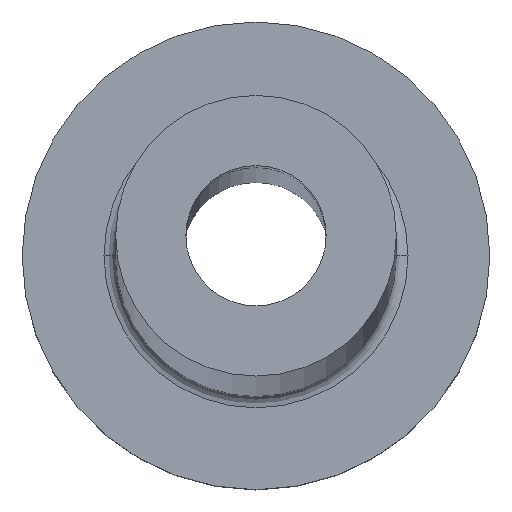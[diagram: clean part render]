
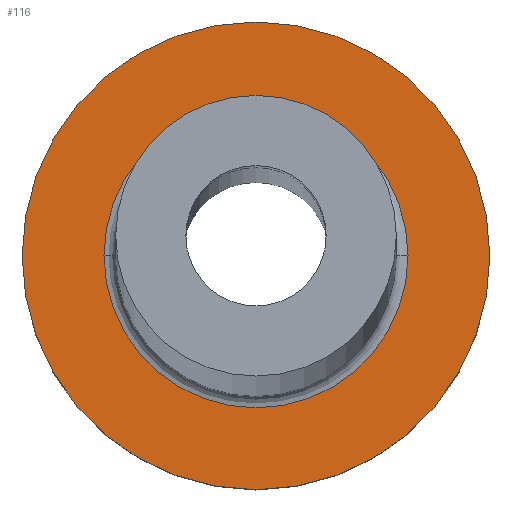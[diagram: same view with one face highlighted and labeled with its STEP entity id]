
A CAD part, top view. The second image highlights one B-rep face of the part: STEP entity #116.
In plain terms, the highlighted planar face has unit normal (0, 0, 1).
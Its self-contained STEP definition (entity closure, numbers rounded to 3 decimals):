
#15 = AXIS2_PLACEMENT_3D ( 'NONE', #100, #270, #66 ) ;
#23 = CARTESIAN_POINT ( 'NONE',  ( -6.5, 0., 7. ) ) ;
#28 = DIRECTION ( 'NONE',  ( 0., 0., 1. ) ) ;
#47 = CIRCLE ( 'NONE', #286, 6.5 ) ;
#49 = FACE_BOUND ( 'NONE', #200, .T. ) ;
#65 = AXIS2_PLACEMENT_3D ( 'NONE', #190, #266, #88 ) ;
#66 = DIRECTION ( 'NONE',  ( 1., 0., 0. ) ) ;
#78 = VERTEX_POINT ( 'NONE', #368 ) ;
#88 = DIRECTION ( 'NONE',  ( 1., 0., 0. ) ) ;
#100 = CARTESIAN_POINT ( 'NONE',  ( 0., 0., 7. ) ) ;
#108 = ORIENTED_EDGE ( 'NONE', *, *, #243, .T. ) ;
#116 = ADVANCED_FACE ( 'NONE', ( #49, #165 ), #339, .T. ) ;
#145 = DIRECTION ( 'NONE',  ( 1., 0., 0. ) ) ;
#165 = FACE_OUTER_BOUND ( 'NONE', #353, .T. ) ;
#166 = VERTEX_POINT ( 'NONE', #364 ) ;
#182 = DIRECTION ( 'NONE',  ( 1., 0., 0. ) ) ;
#190 = CARTESIAN_POINT ( 'NONE',  ( 0., 0., 7. ) ) ;
#200 = EDGE_LOOP ( 'NONE', ( #426, #212 ) ) ;
#208 = VERTEX_POINT ( 'NONE', #23 ) ;
#212 = ORIENTED_EDGE ( 'NONE', *, *, #372, .T. ) ;
#216 = ORIENTED_EDGE ( 'NONE', *, *, #306, .T. ) ;
#227 = CIRCLE ( 'NONE', #295, 6.5 ) ;
#243 = EDGE_CURVE ( 'NONE', #326, #78, #384, .T. ) ;
#254 = CIRCLE ( 'NONE', #355, 10. ) ;
#266 = DIRECTION ( 'NONE',  ( 0., 0., 1. ) ) ;
#270 = DIRECTION ( 'NONE',  ( 0., 0., 1. ) ) ;
#286 = AXIS2_PLACEMENT_3D ( 'NONE', #389, #321, #182 ) ;
#295 = AXIS2_PLACEMENT_3D ( 'NONE', #304, #390, #145 ) ;
#304 = CARTESIAN_POINT ( 'NONE',  ( 0., 0., 7. ) ) ;
#306 = EDGE_CURVE ( 'NONE', #78, #326, #254, .T. ) ;
#308 = CARTESIAN_POINT ( 'NONE',  ( 0., 0., 7. ) ) ;
#309 = DIRECTION ( 'NONE',  ( 1., 0., 0. ) ) ;
#321 = DIRECTION ( 'NONE',  ( 0., 0., -1. ) ) ;
#326 = VERTEX_POINT ( 'NONE', #453 ) ;
#339 = PLANE ( 'NONE',  #65 ) ;
#351 = EDGE_CURVE ( 'NONE', #166, #208, #227, .T. ) ;
#353 = EDGE_LOOP ( 'NONE', ( #216, #108 ) ) ;
#355 = AXIS2_PLACEMENT_3D ( 'NONE', #308, #28, #309 ) ;
#364 = CARTESIAN_POINT ( 'NONE',  ( 6.5, 0., 7. ) ) ;
#368 = CARTESIAN_POINT ( 'NONE',  ( -10., 0., 7. ) ) ;
#372 = EDGE_CURVE ( 'NONE', #208, #166, #47, .T. ) ;
#384 = CIRCLE ( 'NONE', #15, 10. ) ;
#389 = CARTESIAN_POINT ( 'NONE',  ( 0., 0., 7. ) ) ;
#390 = DIRECTION ( 'NONE',  ( 0., 0., -1. ) ) ;
#426 = ORIENTED_EDGE ( 'NONE', *, *, #351, .T. ) ;
#453 = CARTESIAN_POINT ( 'NONE',  ( 10., 0., 7. ) ) ;
